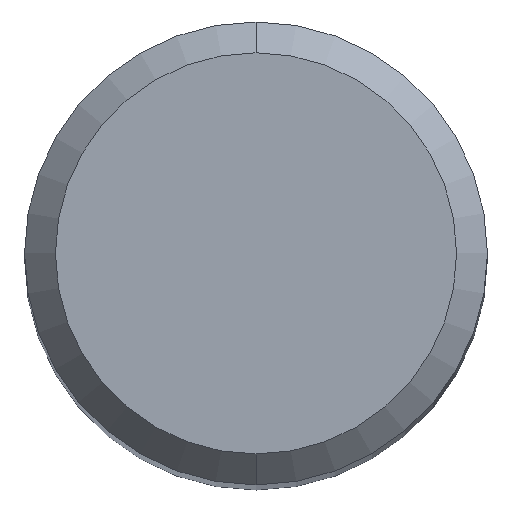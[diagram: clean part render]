
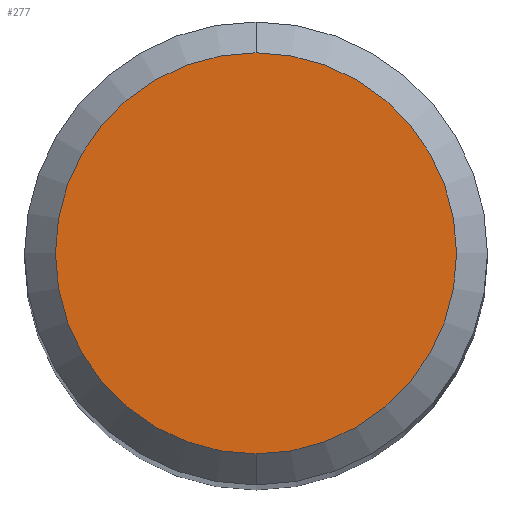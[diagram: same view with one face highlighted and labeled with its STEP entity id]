
A CAD part, top view. The second image highlights one B-rep face of the part: STEP entity #277.
In plain terms, the highlighted planar face has unit normal (0, 0, 1).
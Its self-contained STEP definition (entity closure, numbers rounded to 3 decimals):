
#277=ADVANCED_FACE('',(#585),#586,.T.);
#315=VERTEX_POINT('',#625);
#361=EDGE_CURVE('',#399,#315,#677,.T.);
#367=EDGE_CURVE('',#315,#399,#683,.T.);
#399=VERTEX_POINT('',#719);
#585=FACE_OUTER_BOUND('',#1047,.T.);
#586=PLANE('',#1048);
#625=CARTESIAN_POINT('',(0.0,2.6,0.0));
#677=CIRCLE('',#1209,2.6);
#683=CIRCLE('',#1218,2.6);
#719=CARTESIAN_POINT('',(0.,-2.6,0.0));
#1047=EDGE_LOOP('',(#1534,#1535));
#1048=AXIS2_PLACEMENT_3D('',#1536,#1537,#1538);
#1209=AXIS2_PLACEMENT_3D('',#1641,#1642,#1643);
#1218=AXIS2_PLACEMENT_3D('',#1645,#1646,#1647);
#1534=ORIENTED_EDGE('',*,*,#367,.F.);
#1535=ORIENTED_EDGE('',*,*,#361,.F.);
#1536=CARTESIAN_POINT('',(0.0,1.3,0.0));
#1537=DIRECTION('',(-0.0,0.0,1.0));
#1538=DIRECTION('',(0.0,-1.0,0.0));
#1641=CARTESIAN_POINT('',(0.0,0.0,0.0));
#1642=DIRECTION('',(0.0,0.0,-1.0));
#1643=DIRECTION('',(0.0,1.0,0.0));
#1645=CARTESIAN_POINT('',(0.0,0.0,0.0));
#1646=DIRECTION('',(0.0,0.0,-1.0));
#1647=DIRECTION('',(0.0,1.0,0.0));
